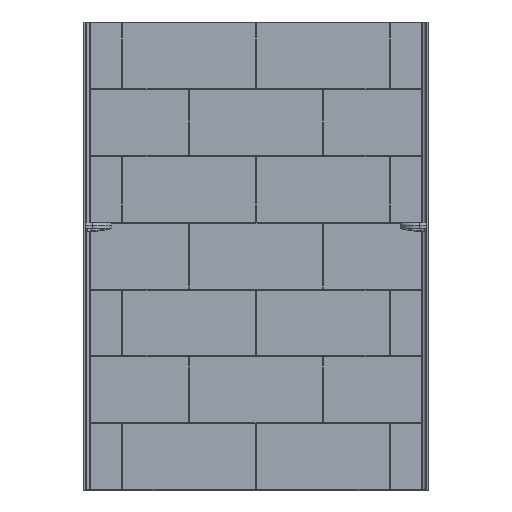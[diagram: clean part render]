
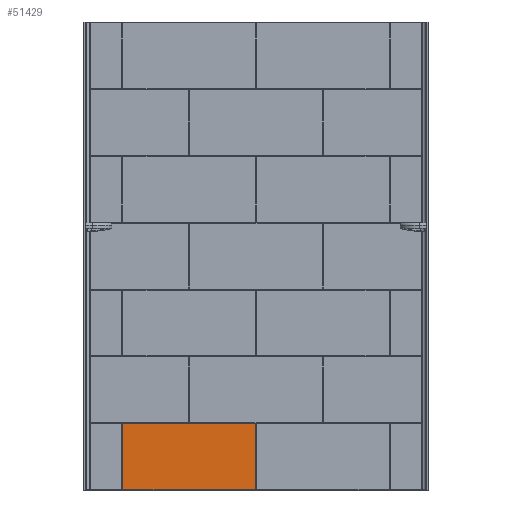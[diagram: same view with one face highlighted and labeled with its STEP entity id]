
A CAD part, top view. The second image highlights one B-rep face of the part: STEP entity #51429.
In plain terms, the highlighted planar face has unit normal (0, 0, 1).
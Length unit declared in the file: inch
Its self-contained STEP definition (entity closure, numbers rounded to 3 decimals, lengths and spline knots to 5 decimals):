
#86 = DIRECTION ( 'NONE',  ( 1., 0., 0. ) ) ;
#197 = CARTESIAN_POINT ( 'NONE',  ( 36.08478, -0.0945, 0.1875 ) ) ;
#4126 = EDGE_CURVE ( 'NONE', #17574, #55368, #49430, .T. ) ;
#4212 = VERTEX_POINT ( 'NONE', #41086 ) ;
#4667 = DIRECTION ( 'NONE',  ( 0., 0., 1. ) ) ;
#5399 = CARTESIAN_POINT ( 'NONE',  ( 36.08478, -23.90636, 0.1875 ) ) ;
#5443 = CARTESIAN_POINT ( 'NONE',  ( 36.09279, -0.08478, 0.1875 ) ) ;
#5718 = CARTESIAN_POINT ( 'NONE',  ( 36.0874, -23.91214, 0.1875 ) ) ;
#5901 = VECTOR ( 'NONE', #49120, 39.37008 ) ;
#5949 = CARTESIAN_POINT ( 'NONE',  ( 36.0945, -23.91522, 0.1875 ) ) ;
#6043 = CARTESIAN_POINT ( 'NONE',  ( 36.08664, -23.91124, 0.1875 ) ) ;
#6269 = VECTOR ( 'NONE', #19008, 39.37008 ) ;
#7810 = LINE ( 'NONE', #62742, #44557 ) ;
#8311 = EDGE_CURVE ( 'NONE', #36646, #59427, #50548, .T. ) ;
#9660 = CARTESIAN_POINT ( 'NONE',  ( 36.0945, -23.91522, 0.1875 ) ) ;
#12138 = ORIENTED_EDGE ( 'NONE', *, *, #8311, .F. ) ;
#14550 = CARTESIAN_POINT ( 'NONE',  ( 36.0849, -23.90723, 0.1875 ) ) ;
#15184 = CARTESIAN_POINT ( 'NONE',  ( 36.08567, -23.90964, 0.1875 ) ) ;
#16418 = CARTESIAN_POINT ( 'NONE',  ( 47.96201, -23.91522, 0.1875 ) ) ;
#17574 = VERTEX_POINT ( 'NONE', #19203 ) ;
#17975 = VERTEX_POINT ( 'NONE', #36708 ) ;
#18818 = ORIENTED_EDGE ( 'NONE', *, *, #46241, .T. ) ;
#19008 = DIRECTION ( 'NONE',  ( -1., 0., 0. ) ) ;
#19203 = CARTESIAN_POINT ( 'NONE',  ( 47.96201, -0.08478, 0.1875 ) ) ;
#20755 = CARTESIAN_POINT ( 'NONE',  ( 36.08718, -23.9119, 0.1875 ) ) ;
#20973 = CARTESIAN_POINT ( 'NONE',  ( 36.08478, -23.9055, 0.1875 ) ) ;
#20988 = LINE ( 'NONE', #61197, #30689 ) ;
#25337 = CARTESIAN_POINT ( 'NONE',  ( 36.09364, -23.91522, 0.1875 ) ) ;
#25656 = CARTESIAN_POINT ( 'NONE',  ( 36.09037, -23.91433, 0.1875 ) ) ;
#25719 = ORIENTED_EDGE ( 'NONE', *, *, #62910, .F. ) ;
#26032 = CARTESIAN_POINT ( 'NONE',  ( 36.08692, -0.08819, 0.1875 ) ) ;
#26217 = EDGE_LOOP ( 'NONE', ( #33159, #12138, #30252, #30359, #18818, #25719 ) ) ;
#28500 = LINE ( 'NONE', #43862, #6269 ) ;
#30252 = ORIENTED_EDGE ( 'NONE', *, *, #36647, .T. ) ;
#30359 = ORIENTED_EDGE ( 'NONE', *, *, #4126, .F. ) ;
#30689 = VECTOR ( 'NONE', #41938, 39.37008 ) ;
#31260 = CARTESIAN_POINT ( 'NONE',  ( 36.08813, -0.08697, 0.1875 ) ) ;
#32921 = AXIS2_PLACEMENT_3D ( 'NONE', #49460, #4667, #86 ) ;
#33159 = ORIENTED_EDGE ( 'NONE', *, *, #54843, .T. ) ;
#34826 = CARTESIAN_POINT ( 'NONE',  ( 36.08876, -23.91336, 0.1875 ) ) ;
#35145 = CARTESIAN_POINT ( 'NONE',  ( 36.08478, -23.9055, 0.1875 ) ) ;
#35483 = CARTESIAN_POINT ( 'NONE',  ( 36.08635, -23.91081, 0.1875 ) ) ;
#36646 = VERTEX_POINT ( 'NONE', #5949 ) ;
#36647 = EDGE_CURVE ( 'NONE', #36646, #55368, #20988, .T. ) ;
#36708 = CARTESIAN_POINT ( 'NONE',  ( 36.0945, -0.08478, 0.1875 ) ) ;
#39674 = FACE_OUTER_BOUND ( 'NONE', #26217, .T. ) ;
#39748 = CARTESIAN_POINT ( 'NONE',  ( 36.09277, -23.9151, 0.1875 ) ) ;
#40068 = CARTESIAN_POINT ( 'NONE',  ( 36.09114, -23.91465, 0.1875 ) ) ;
#40433 = CARTESIAN_POINT ( 'NONE',  ( 36.09106, -0.08525, 0.1875 ) ) ;
#40656 = PLANE ( 'NONE',  #32921 ) ;
#40768 = CARTESIAN_POINT ( 'NONE',  ( 36.08519, -0.09153, 0.1875 ) ) ;
#41086 = CARTESIAN_POINT ( 'NONE',  ( 36.08478, -0.0945, 0.1875 ) ) ;
#41096 = CARTESIAN_POINT ( 'NONE',  ( 36.08485, -0.09319, 0.1875 ) ) ;
#41938 = DIRECTION ( 'NONE',  ( 1., 0., 0. ) ) ;
#42470 = DIRECTION ( 'NONE',  ( 0., -1., 0. ) ) ;
#43862 = CARTESIAN_POINT ( 'NONE',  ( 0., -0.08478, 0.1875 ) ) ;
#44557 = VECTOR ( 'NONE', #42470, 39.37008 ) ;
#44955 = CARTESIAN_POINT ( 'NONE',  ( 36.0881, -23.91282, 0.1875 ) ) ;
#45312 = CARTESIAN_POINT ( 'NONE',  ( 36.08478, -0.09385, 0.1875 ) ) ;
#46241 = EDGE_CURVE ( 'NONE', #17574, #17975, #28500, .T. ) ;
#46314 = CARTESIAN_POINT ( 'NONE',  ( 36.0945, -0.08478, 0.1875 ) ) ;
#49120 = DIRECTION ( 'NONE',  ( 0., -1., 0. ) ) ;
#49430 = LINE ( 'NONE', #60547, #5901 ) ;
#49460 = CARTESIAN_POINT ( 'NONE',  ( 0., 0., 0.1875 ) ) ;
#50196 = CARTESIAN_POINT ( 'NONE',  ( 36.08919, -23.91366, 0.1875 ) ) ;
#50548 = B_SPLINE_CURVE_WITH_KNOTS ( 'NONE', 3,
 ( #9660, #25337, #39748, #40068, #25656, #50196, #34826, #44955, #59349, #5718, #20755, #6043, #35483, #15184, #64568, #14550, #5399, #35145 ),
 .UNSPECIFIED., .F., .F.,
 ( 4, 2, 2, 2, 2, 2, 2, 2, 4 ),
 ( 0., 0.16923, 0.33333, 0.4359, 0.5, 0.5641, 0.66667, 0.83077, 1. ),
 .UNSPECIFIED. ) ;
#51429 = ADVANCED_FACE ( 'NONE', ( #39674 ), #40656, .T. ) ;
#51753 = B_SPLINE_CURVE_WITH_KNOTS ( 'NONE', 3,
 ( #197, #45312, #41096, #40768, #55143, #26032, #31260, #40433, #5443, #46314 ),
 .UNSPECIFIED., .F., .F.,
 ( 4, 2, 2, 2, 4 ),
 ( 0., 0.12821, 0.33333, 0.66154, 1. ),
 .UNSPECIFIED. ) ;
#54843 = EDGE_CURVE ( 'NONE', #4212, #59427, #7810, .T. ) ;
#55143 = CARTESIAN_POINT ( 'NONE',  ( 36.08556, -0.09055, 0.1875 ) ) ;
#55368 = VERTEX_POINT ( 'NONE', #16418 ) ;
#59349 = CARTESIAN_POINT ( 'NONE',  ( 36.08786, -23.9126, 0.1875 ) ) ;
#59427 = VERTEX_POINT ( 'NONE', #20973 ) ;
#60547 = CARTESIAN_POINT ( 'NONE',  ( 47.96201, 0., 0.1875 ) ) ;
#61197 = CARTESIAN_POINT ( 'NONE',  ( 0., -23.91522, 0.1875 ) ) ;
#62742 = CARTESIAN_POINT ( 'NONE',  ( 36.08478, 0., 0.1875 ) ) ;
#62910 = EDGE_CURVE ( 'NONE', #4212, #17975, #51753, .T. ) ;
#64568 = CARTESIAN_POINT ( 'NONE',  ( 36.08535, -23.90887, 0.1875 ) ) ;
